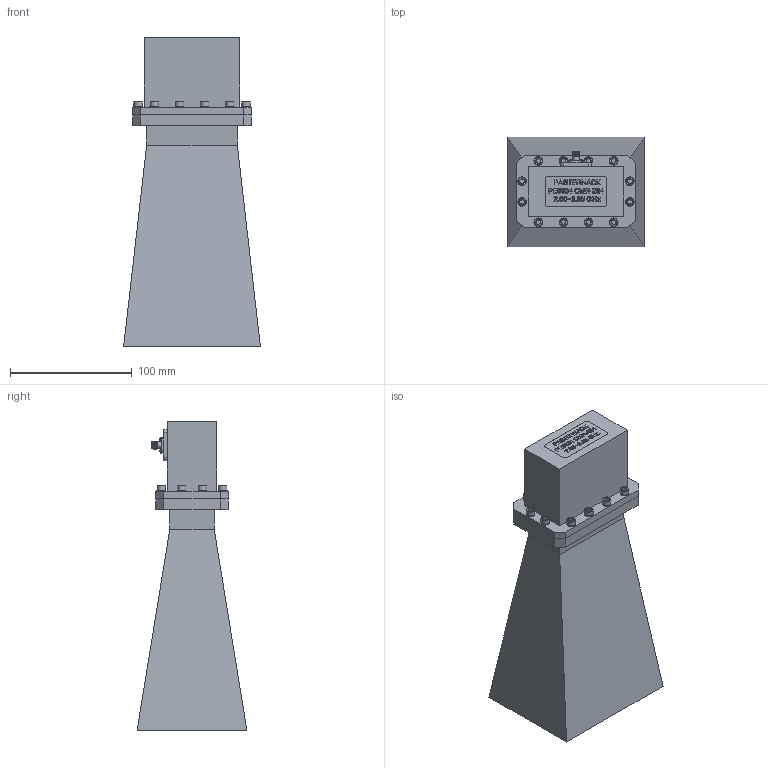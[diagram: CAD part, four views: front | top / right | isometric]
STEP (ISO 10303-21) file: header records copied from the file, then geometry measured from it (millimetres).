
FILE_DESCRIPTION (( 'STEP AP203' ), '1' );
FILE_NAME ('PE9863-SF-10.STEP', '2020-05-26T16:04:48', ( '' ), ( '' ), 'SwSTEP 2.0', 'SolidWorks 2018', '' );
FILE_SCHEMA (( 'CONFIG_CONTROL_DESIGN' ));
Length unit declared in the file: inch
Products named in the file (4): PE9863-SF-10; Copy of Hex Screw^PE9863-SF-10.SLDPRT; PE9863-10; PE9834
Assembly tree (14 placements, depth 2):
  PE9863-SF-10
    PE9863-10
    PE9834
    Copy of Hex Screw^PE9863-SF-10.SLDPRT  x12
Bounding box: 112.52 x 90.42 x 254.05 mm (x, y, z)
Volume: 174509.4 mm3; surface area: 168878.4 mm2
Topology: 14 solids, 18 shells, 719 faces, 2017 edges, 1453 vertices
Faces by surface type: plane 350, cylinder 180, cone 141, bspline 47, torus 1
Full cylindrical faces by diameter (mm): 1.016 x1, 1.27 x2, 3.454 x12, 3.616 x4, 4.166 x12, 4.293 x12, 4.597 x1, 5.359 x2, 6.972 x12, 7.125 x12
Entity records: 23291 total; most frequent: CARTESIAN_POINT 11723, ORIENTED_EDGE 2508, DIRECTION 1751, EDGE_CURVE 1254, VERTEX_POINT 1018, EDGE_LOOP 598, AXIS2_PLACEMENT_3D 593, VECTOR 565
